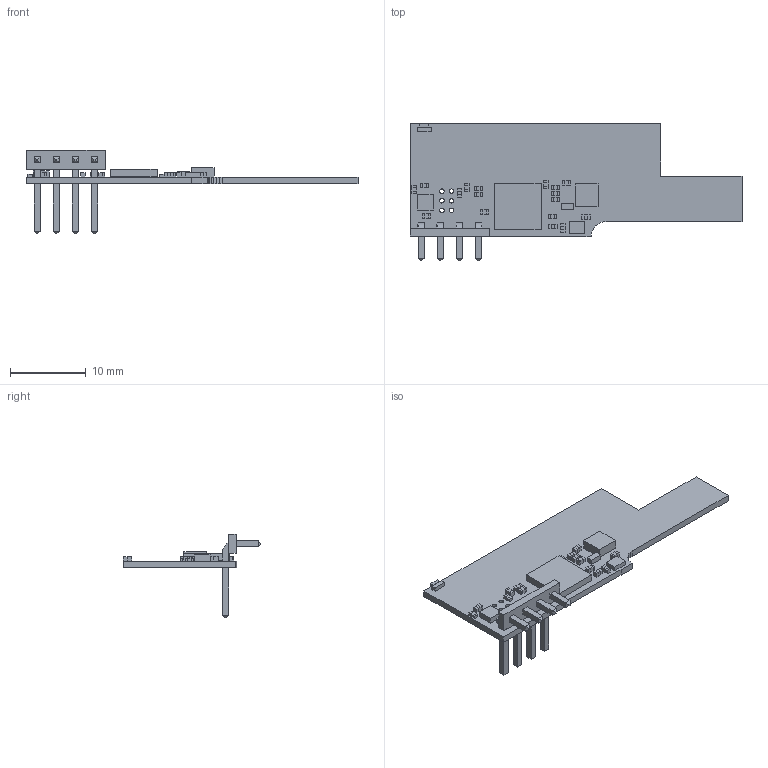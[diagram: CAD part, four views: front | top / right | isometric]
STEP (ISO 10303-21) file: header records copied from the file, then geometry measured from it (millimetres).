
FILE_DESCRIPTION(('Open CASCADE Model'),'2;1');
FILE_NAME('Open CASCADE Shape Model','2014-04-23T17:18:49',('Author'),( 'Open CASCADE'),'Open CASCADE STEP processor 6.2','Open CASCADE 6.2' ,'Unknown');
FILE_SCHEMA(('AUTOMOTIVE_DESIGN { 1 0 10303 214 1 1 1 1 }'));
Length unit declared in the file: millimetre
Products named in the file (53): PCB; Boardmodule; D2module; 516541296; Extruded; 516541552; X1module; 516543472; U3module; 925368048; U2module; 700980752; U1module; 700980880; R5module; 602431664; 699475984; R4module; R3module; P2module; connector-1253-type2; C14module; 700981136; 700981008; C13module; 700981648; 700981520; C12module; C11module; C10module; C9module; C8module; C7module; C6module; C5module; C4module; C3module; C2module; C1module; X2module ...
Assembly tree (97 placements, depth 4):
  PCB
    Boardmodule
    D2module
      516541296
        Extruded
      516541552
        Extruded
    X1module
      516543472
        Extruded
    U3module
      925368048
        Extruded
    U2module
      700980752
        Extruded
    U1module
      700980880
        Extruded
    R5module
      602431664  x2
        Extruded
      699475984
        Extruded
    R4module
      602431664  x2
        Extruded
      699475984
        Extruded
    R3module
      602431664  x2
        Extruded
      699475984
        Extruded
    P2module
      connector-1253-type2
    C14module
      700981136  x2
        Extruded
      700981008
        Extruded
    C13module
      700981648  x2
        Extruded
      700981520
        Extruded
    C12module
      700981136  x2
        Extruded
      700981008
        Extruded
    C11module
      700981136  x2
        Extruded
      700981008
        Extruded
    C10module
      700981136  x2
        Extruded
      700981008
Bounding box: 43.95 x 18.17 x 11.04 mm (x, y, z)
Volume: 600.5 mm3; surface area: 1688.7 mm2
Topology: 60 solids, 60 shells, 462 faces, 974 edges, 636 vertices
Faces by surface type: plane 448, cylinder 14
Full cylindrical faces by diameter (mm): 0.6 x6, 0.9 x4
Entity records: 12429 total; most frequent: CARTESIAN_POINT 2004, DIRECTION 1874, LINE 1230, VECTOR 1230, ORIENTED_EDGE 868, PCURVE 868, DEFINITIONAL_REPRESENTATION 868, EDGE_CURVE 434
